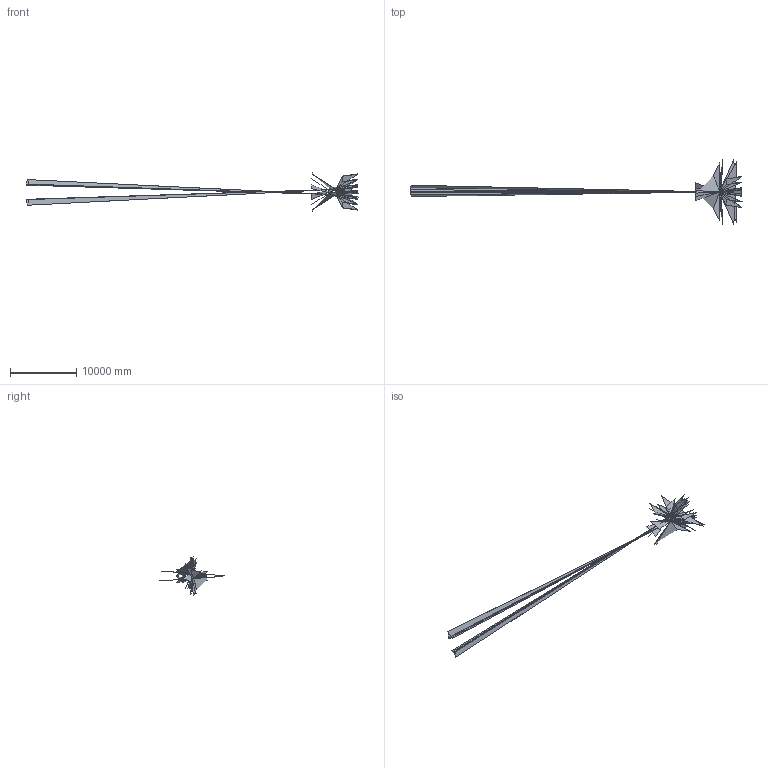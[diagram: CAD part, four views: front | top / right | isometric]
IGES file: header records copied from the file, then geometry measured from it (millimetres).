
Start section: C
Global section: file name: M307-00 r1.igs; native system: By Siemens PLM Incorporated; preprocessor: XPlus GENERIC/IGES 21.0.46; author: Author; organization: Title; date: 20180112.144419; units: millimetre
Bounding box: 50252.98 x 9774.1 x 5786.79 mm (x, y, z)
Volume: 524641.9 mm3; surface area: 281308.1 mm2
Topology: 47 solids, 55 shells, 901 faces, 2180 edges, 1405 vertices
Faces by surface type: plane 452, cylinder 241, cone 97, torus 66, bspline 24, sphere 19, revolution 2
Full cylindrical faces by diameter (mm): 1.5 x23, 2.5 x1, 2.8 x1, 3.3 x1, 3.7 x4, 4 x5, 4.134 x1, 4.2 x1, 4.562 x2, 4.753 x2, 4.917 x4, 5 x6, 5.5 x1, 6 x2, 6.3 x1, 6.647 x2, 7 x2, 7.4 x1, 7.5 x2, 8 x5, 8.2 x2, 8.3 x1, 8.5 x1, 8.917 x4, 9 x1, 9.1 x1, 9.3 x2, 9.5 x2, 9.8 x2, 10 x7
